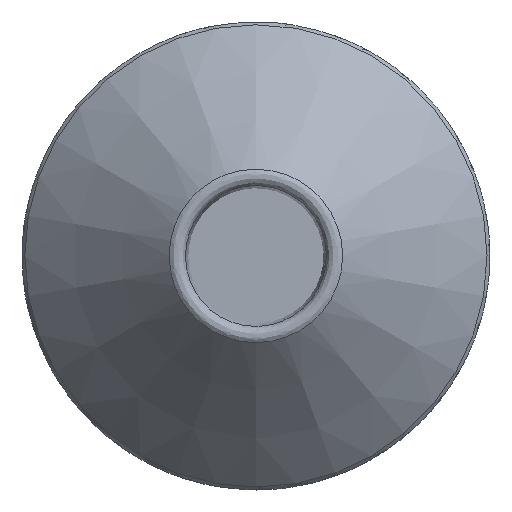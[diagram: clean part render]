
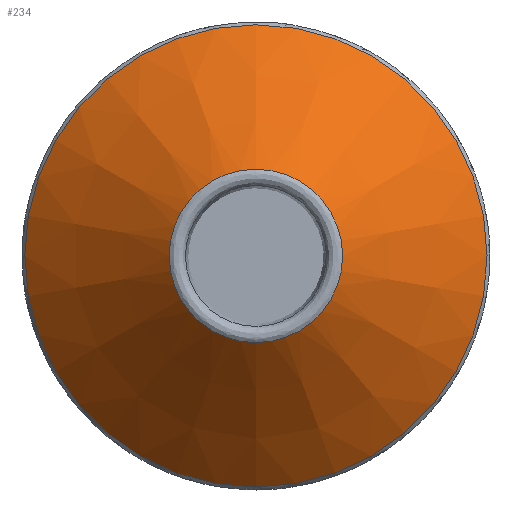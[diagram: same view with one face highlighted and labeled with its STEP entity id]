
A CAD part, left-side view. The second image highlights one B-rep face of the part: STEP entity #234.
In plain terms, the highlighted conical face has half-angle 45 degrees and reference radius 3.5 mm.
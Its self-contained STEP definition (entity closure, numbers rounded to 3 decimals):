
#157=CONICAL_SURFACE('',#418,3.5,45.);
#208=FACE_BOUND('',#273,.T.);
#209=FACE_BOUND('',#274,.T.);
#234=ADVANCED_FACE('',(#208,#209),#157,.T.);
#273=EDGE_LOOP('',(#313));
#274=EDGE_LOOP('',(#314));
#313=ORIENTED_EDGE('',*,*,#359,.F.);
#314=ORIENTED_EDGE('',*,*,#357,.T.);
#337=VERTEX_POINT('',#588);
#339=VERTEX_POINT('',#594);
#357=EDGE_CURVE('',#337,#337,#377,.T.);
#359=EDGE_CURVE('',#339,#339,#380,.T.);
#377=CIRCLE('',#414,3.5);
#380=CIRCLE('',#417,9.33);
#414=AXIS2_PLACEMENT_3D('',#587,#481,#482);
#417=AXIS2_PLACEMENT_3D('',#593,#488,#489);
#418=AXIS2_PLACEMENT_3D('',#595,#490,#491);
#481=DIRECTION('',(1.,0.,0.));
#482=DIRECTION('',(0.,0.,-1.));
#488=DIRECTION('',(1.,0.,0.));
#489=DIRECTION('',(0.,0.,-1.));
#490=DIRECTION('',(1.,0.,0.));
#491=DIRECTION('',(0.,0.,-1.));
#587=CARTESIAN_POINT('',(0.119,0.,0.));
#588=CARTESIAN_POINT('',(0.119,0.,-3.5));
#593=CARTESIAN_POINT('',(5.949,0.,0.));
#594=CARTESIAN_POINT('',(5.949,0.,-9.33));
#595=CARTESIAN_POINT('',(0.119,0.,0.));
